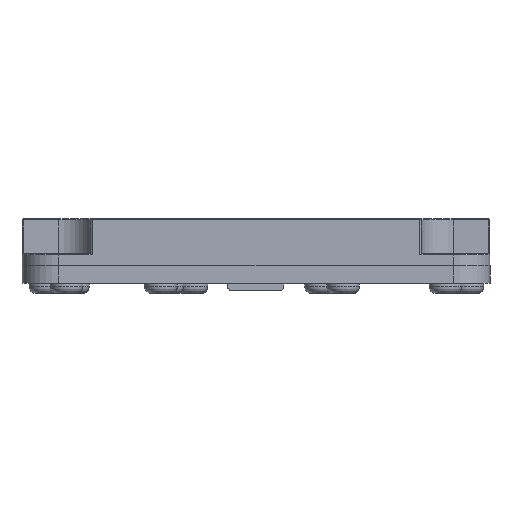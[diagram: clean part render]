
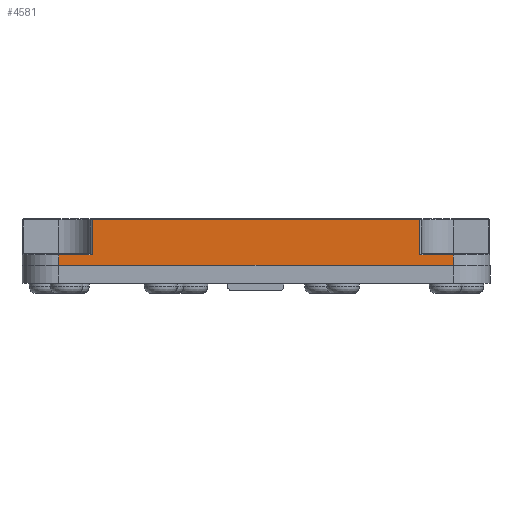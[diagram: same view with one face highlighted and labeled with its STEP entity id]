
A CAD part, left-side view. The second image highlights one B-rep face of the part: STEP entity #4581.
In plain terms, the highlighted face is planar.
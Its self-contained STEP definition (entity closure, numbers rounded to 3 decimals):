
#3658=VERTEX_POINT('',#3659);
#3659=CARTESIAN_POINT('',(-79.99,-3.0,136.285));
#3666=EDGE_CURVE('',#3658,#3667,#3669,.F.);
#3667=VERTEX_POINT('',#3668);
#3668=CARTESIAN_POINT('',(-79.99,-3.0,170.015));
#3669=LINE('',#3670,#3671);
#3670=CARTESIAN_POINT('',(-79.99,-3.0,133.15));
#3671=VECTOR('',#3672,1.0);
#3672=DIRECTION('',(0.0,0.0,-1.0));
#4581=ADVANCED_FACE('',(#4582),#4639,.F.);
#4582=FACE_BOUND('',#4583,.T.);
#4583=EDGE_LOOP('',(#4584,#4594,#4602,#4610,#4618,#4626,#4632,#4633));
#4584=ORIENTED_EDGE('',*,*,#4585,.T.);
#4585=EDGE_CURVE('',#4586,#4588,#4590,.T.);
#4586=VERTEX_POINT('',#4587);
#4587=CARTESIAN_POINT('',(-79.99,-2.1,136.285));
#4588=VERTEX_POINT('',#4589);
#4589=CARTESIAN_POINT('',(-79.99,-2.1,139.135));
#4590=LINE('',#4591,#4592);
#4591=CARTESIAN_POINT('',(-79.99,-2.1,139.035));
#4592=VECTOR('',#4593,1.0);
#4593=DIRECTION('',(0.0,0.0,1.0));
#4594=ORIENTED_EDGE('',*,*,#4595,.T.);
#4595=EDGE_CURVE('',#4588,#4596,#4598,.T.);
#4596=VERTEX_POINT('',#4597);
#4597=CARTESIAN_POINT('',(-79.99,0.9,139.135));
#4598=LINE('',#4599,#4600);
#4599=CARTESIAN_POINT('',(-79.99,0.0,139.135));
#4600=VECTOR('',#4601,1.0);
#4601=DIRECTION('',(0.0,1.0,0.0));
#4602=ORIENTED_EDGE('',*,*,#4603,.T.);
#4603=EDGE_CURVE('',#4596,#4604,#4606,.T.);
#4604=VERTEX_POINT('',#4605);
#4605=CARTESIAN_POINT('',(-79.99,0.9,167.165));
#4606=LINE('',#4607,#4608);
#4607=CARTESIAN_POINT('',(-79.99,0.9,0.0));
#4608=VECTOR('',#4609,1.0);
#4609=DIRECTION('',(0.0,0.0,1.0));
#4610=ORIENTED_EDGE('',*,*,#4611,.T.);
#4611=EDGE_CURVE('',#4604,#4612,#4614,.T.);
#4612=VERTEX_POINT('',#4613);
#4613=CARTESIAN_POINT('',(-79.99,-2.1,167.165));
#4614=LINE('',#4615,#4616);
#4615=CARTESIAN_POINT('',(-79.99,0.0,167.165));
#4616=VECTOR('',#4617,1.0);
#4617=DIRECTION('',(0.0,-1.0,0.0));
#4618=ORIENTED_EDGE('',*,*,#4619,.T.);
#4619=EDGE_CURVE('',#4612,#4620,#4622,.T.);
#4620=VERTEX_POINT('',#4621);
#4621=CARTESIAN_POINT('',(-79.99,-2.1,170.015));
#4622=LINE('',#4623,#4624);
#4623=CARTESIAN_POINT('',(-79.99,-2.1,170.015));
#4624=VECTOR('',#4625,1.0);
#4625=DIRECTION('',(0.0,0.0,1.0));
#4626=ORIENTED_EDGE('',*,*,#4627,.T.);
#4627=EDGE_CURVE('',#4620,#3667,#4628,.T.);
#4628=LINE('',#4629,#4630);
#4629=CARTESIAN_POINT('',(-79.99,0.0,170.015));
#4630=VECTOR('',#4631,1.0);
#4631=DIRECTION('',(0.0,-1.0,0.0));
#4632=ORIENTED_EDGE('',*,*,#3666,.F.);
#4633=ORIENTED_EDGE('',*,*,#4634,.T.);
#4634=EDGE_CURVE('',#3658,#4586,#4635,.T.);
#4635=LINE('',#4636,#4637);
#4636=CARTESIAN_POINT('',(-79.99,0.0,136.285));
#4637=VECTOR('',#4638,1.0);
#4638=DIRECTION('',(0.0,1.0,0.0));
#4639=PLANE('',#4640);
#4640=AXIS2_PLACEMENT_3D('',#4641,#4642,#4643);
#4641=CARTESIAN_POINT('',(-79.99,0.0,0.0));
#4642=DIRECTION('',(-1.0,0.0,0.0));
#4643=DIRECTION('',(0.0,0.0,1.0));
